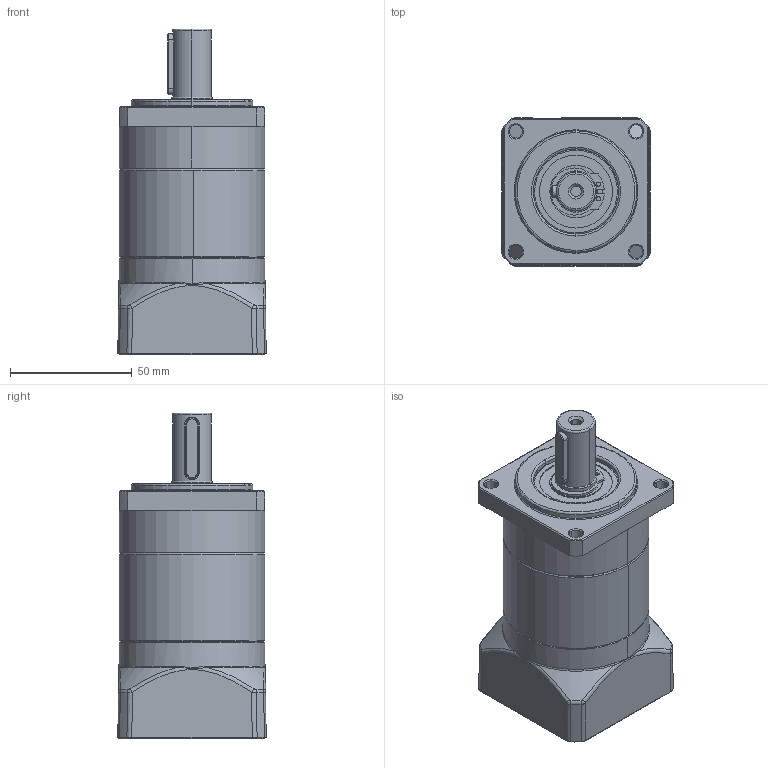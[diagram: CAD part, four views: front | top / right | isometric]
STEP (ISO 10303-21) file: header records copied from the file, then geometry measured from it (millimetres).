
FILE_DESCRIPTION (( 'STEP AP214' ), '1' );
FILE_NAME ('FB-060-L2-P2-朴8ㄗ覃淕杶ㄘ-朴38.1-朴66.7-M4-32-C16.STEP', '2024-01-04T12:18:52', ( '' ), ( '' ), 'SwSTEP 2.0', 'SolidWorks 2013', '' );
FILE_SCHEMA (( 'AUTOMOTIVE_DESIGN' ));
Length unit declared in the file: millimetre
Products named in the file (11): M4樓粟菜; 6003-2RZ粣創; A倰す瑩5X25; 怀堤粣縐銅17; FB-060-L2-P2-朴8ㄗ覃淕杶ㄘ-朴38.1-朴66.7-M4-32-C16; 镂空输入法兰FB060-38.1x40xM4; 输入调整套14-8; 怀堤傷褲极FB060; 怀堤俴陎殤FB060-16; 内齿圈FB060-S108; 单边锁输入轴FB060-14（带螺丝）
Assembly tree (15 placements, depth 2):
  FB-060-L2-P2-朴8ㄗ覃淕杶ㄘ-朴38.1-朴66.7-M4-32-C16
    怀堤粣縐銅17
    A倰す瑩5X25
    6003-2RZ粣創
    M4樓粟菜  x6
    单边锁输入轴FB060-14（带螺丝）
    内齿圈FB060-S108
    怀堤俴陎殤FB060-16
    怀堤傷褲极FB060
    输入调整套14-8
    镂空输入法兰FB060-38.1x40xM4
Bounding box: 60.99 x 60.99 x 134 mm (x, y, z)
Volume: 279243.3 mm3; surface area: 75028.4 mm2
Topology: 10 solids, 23 shells, 792 faces, 1918 edges, 1174 vertices
Faces by surface type: cylinder 233, plane 193, bspline 184, cone 157, torus 25
Entity records: 28858 total; most frequent: CARTESIAN_POINT 14561, ORIENTED_EDGE 3002, DIRECTION 2721, EDGE_CURVE 1504, AXIS2_PLACEMENT_3D 1128, VERTEX_POINT 929, EDGE_LOOP 730, ADVANCED_FACE 642
